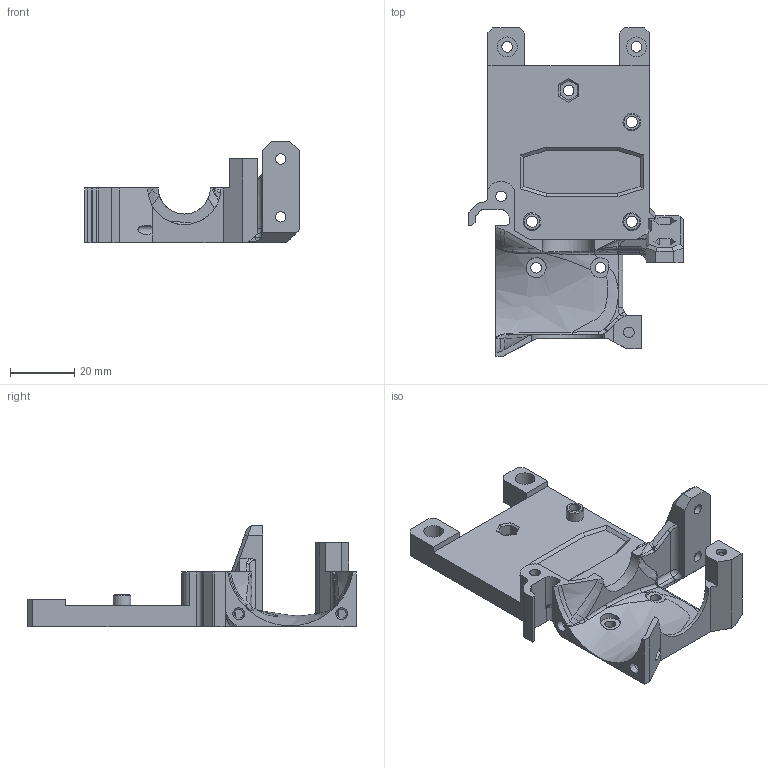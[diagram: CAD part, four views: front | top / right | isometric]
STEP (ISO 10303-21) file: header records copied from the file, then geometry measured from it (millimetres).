
FILE_DESCRIPTION(/* description */ (''),/* implementation_level */ '2;1');
FILE_NAME(/* name */ 'Extruder Body Bear BLTOUCH No Sensor.step',/* time_stamp */ '2019-11-23T00:36:57+01:00',/* author */ (''),/* organization */ (''),/* preprocessor_version */ 'ST-DEVELOPER v18',/* originating_system */ 'Autodesk Translation Framework v8.12.0.6',/* authorisation */ '');
FILE_SCHEMA (('AUTOMOTIVE_DESIGN { 1 0 10303 214 3 1 1 }'));
Length unit declared in the file: millimetre
Products named in the file (1): Extruder_Body_DissEd_S
Bounding box: 66.8 x 102.1 x 31.5 mm (x, y, z)
Volume: 30421.4 mm3; surface area: 16356.1 mm2
Topology: 1 solids, 2 shells, 333 faces, 936 edges, 620 vertices
Faces by surface type: plane 206, cylinder 55, bspline 49, cone 18, torus 4, sphere 1
Full cylindrical faces by diameter (mm): 2.8 x2, 3.2 x2, 3.3 x8, 3.5 x3, 5.5 x3, 6.2 x6
Entity records: 12978 total; most frequent: CARTESIAN_POINT 4471, ORIENTED_EDGE 1868, DIRECTION 1613, EDGE_CURVE 934, VERTEX_POINT 620, LINE 565, VECTOR 565, AXIS2_PLACEMENT_3D 524
